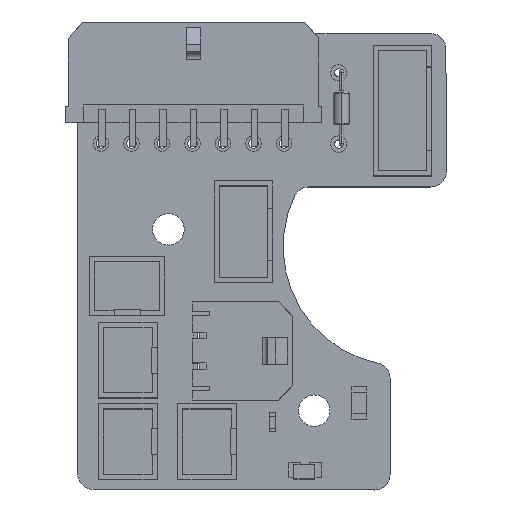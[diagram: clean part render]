
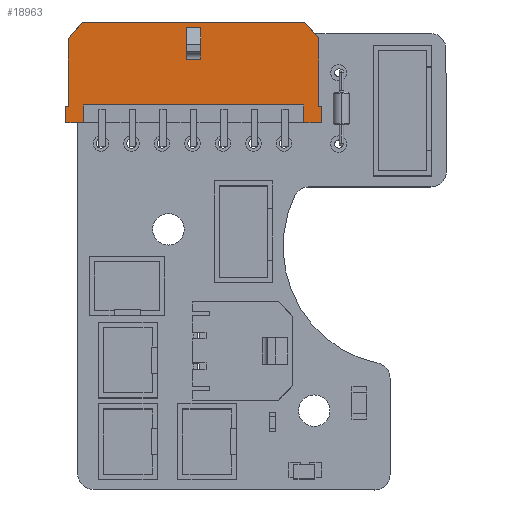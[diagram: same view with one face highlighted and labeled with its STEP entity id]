
A CAD part, top view. The second image highlights one B-rep face of the part: STEP entity #18963.
In plain terms, the highlighted face is planar.
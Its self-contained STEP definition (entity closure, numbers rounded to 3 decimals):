
#297=FACE_BOUND('',#2817,.T.);
#546=PLANE('',#20388);
#1613=FACE_OUTER_BOUND('',#2816,.T.);
#2816=EDGE_LOOP('',(#14604,#14605,#14606,#14607,#14608,#14609,#14610,#14611,
#14612,#14613,#14614,#14615,#14616,#14617));
#2817=EDGE_LOOP('',(#14618,#14619,#14620,#14621));
#4191=LINE('',#28294,#6645);
#4192=LINE('',#28296,#6646);
#4193=LINE('',#28298,#6647);
#4194=LINE('',#28300,#6648);
#4195=LINE('',#28302,#6649);
#4196=LINE('',#28304,#6650);
#4197=LINE('',#28306,#6651);
#4198=LINE('',#28308,#6652);
#4199=LINE('',#28310,#6653);
#4200=LINE('',#28312,#6654);
#4201=LINE('',#28314,#6655);
#4202=LINE('',#28316,#6656);
#4203=LINE('',#28318,#6657);
#4204=LINE('',#28319,#6658);
#4205=LINE('',#28322,#6659);
#4206=LINE('',#28324,#6660);
#4207=LINE('',#28326,#6661);
#4208=LINE('',#28327,#6662);
#6645=VECTOR('',#22760,1000.);
#6646=VECTOR('',#22761,1000.);
#6647=VECTOR('',#22762,1000.);
#6648=VECTOR('',#22763,1000.);
#6649=VECTOR('',#22764,1000.);
#6650=VECTOR('',#22765,1000.);
#6651=VECTOR('',#22766,1000.);
#6652=VECTOR('',#22767,1000.);
#6653=VECTOR('',#22768,1000.);
#6654=VECTOR('',#22769,1000.);
#6655=VECTOR('',#22770,1000.);
#6656=VECTOR('',#22771,1000.);
#6657=VECTOR('',#22772,1000.);
#6658=VECTOR('',#22773,1000.);
#6659=VECTOR('',#22774,1000.);
#6660=VECTOR('',#22775,1000.);
#6661=VECTOR('',#22776,1000.);
#6662=VECTOR('',#22777,1000.);
#9275=VERTEX_POINT('',#28292);
#9276=VERTEX_POINT('',#28293);
#9277=VERTEX_POINT('',#28295);
#9278=VERTEX_POINT('',#28297);
#9279=VERTEX_POINT('',#28299);
#9280=VERTEX_POINT('',#28301);
#9281=VERTEX_POINT('',#28303);
#9282=VERTEX_POINT('',#28305);
#9283=VERTEX_POINT('',#28307);
#9284=VERTEX_POINT('',#28309);
#9285=VERTEX_POINT('',#28311);
#9286=VERTEX_POINT('',#28313);
#9287=VERTEX_POINT('',#28315);
#9288=VERTEX_POINT('',#28317);
#9289=VERTEX_POINT('',#28320);
#9290=VERTEX_POINT('',#28321);
#9291=VERTEX_POINT('',#28323);
#9292=VERTEX_POINT('',#28325);
#11225=EDGE_CURVE('',#9275,#9276,#4191,.T.);
#11226=EDGE_CURVE('',#9276,#9277,#4192,.T.);
#11227=EDGE_CURVE('',#9277,#9278,#4193,.T.);
#11228=EDGE_CURVE('',#9278,#9279,#4194,.T.);
#11229=EDGE_CURVE('',#9280,#9279,#4195,.T.);
#11230=EDGE_CURVE('',#9280,#9281,#4196,.T.);
#11231=EDGE_CURVE('',#9282,#9281,#4197,.T.);
#11232=EDGE_CURVE('',#9283,#9282,#4198,.T.);
#11233=EDGE_CURVE('',#9283,#9284,#4199,.T.);
#11234=EDGE_CURVE('',#9284,#9285,#4200,.T.);
#11235=EDGE_CURVE('',#9285,#9286,#4201,.T.);
#11236=EDGE_CURVE('',#9286,#9287,#4202,.T.);
#11237=EDGE_CURVE('',#9288,#9287,#4203,.T.);
#11238=EDGE_CURVE('',#9275,#9288,#4204,.T.);
#11239=EDGE_CURVE('',#9289,#9290,#4205,.T.);
#11240=EDGE_CURVE('',#9291,#9290,#4206,.T.);
#11241=EDGE_CURVE('',#9292,#9291,#4207,.T.);
#11242=EDGE_CURVE('',#9292,#9289,#4208,.T.);
#14604=ORIENTED_EDGE('',*,*,#11225,.T.);
#14605=ORIENTED_EDGE('',*,*,#11226,.T.);
#14606=ORIENTED_EDGE('',*,*,#11227,.T.);
#14607=ORIENTED_EDGE('',*,*,#11228,.T.);
#14608=ORIENTED_EDGE('',*,*,#11229,.F.);
#14609=ORIENTED_EDGE('',*,*,#11230,.T.);
#14610=ORIENTED_EDGE('',*,*,#11231,.F.);
#14611=ORIENTED_EDGE('',*,*,#11232,.F.);
#14612=ORIENTED_EDGE('',*,*,#11233,.T.);
#14613=ORIENTED_EDGE('',*,*,#11234,.T.);
#14614=ORIENTED_EDGE('',*,*,#11235,.T.);
#14615=ORIENTED_EDGE('',*,*,#11236,.T.);
#14616=ORIENTED_EDGE('',*,*,#11237,.F.);
#14617=ORIENTED_EDGE('',*,*,#11238,.F.);
#14618=ORIENTED_EDGE('',*,*,#11239,.T.);
#14619=ORIENTED_EDGE('',*,*,#11240,.F.);
#14620=ORIENTED_EDGE('',*,*,#11241,.F.);
#14621=ORIENTED_EDGE('',*,*,#11242,.T.);
#18963=ADVANCED_FACE('',(#1613,#297),#546,.T.);
#20388=AXIS2_PLACEMENT_3D('',#28291,#22758,#22759);
#22758=DIRECTION('center_axis',(0.,1.,0.));
#22759=DIRECTION('ref_axis',(1.,0.,0.));
#22760=DIRECTION('',(-1.,0.,0.));
#22761=DIRECTION('',(0.,0.,1.));
#22762=DIRECTION('',(1.,0.,0.));
#22763=DIRECTION('',(0.,0.,1.));
#22764=DIRECTION('',(-0.643,0.,-0.766));
#22765=DIRECTION('',(1.,0.,0.));
#22766=DIRECTION('',(-0.643,0.,0.766));
#22767=DIRECTION('',(0.,0.,1.));
#22768=DIRECTION('',(1.,0.,0.));
#22769=DIRECTION('',(0.,0.,-1.));
#22770=DIRECTION('',(-1.,0.,0.));
#22771=DIRECTION('',(0.,0.,1.));
#22772=DIRECTION('',(1.,0.,0.));
#22773=DIRECTION('',(0.,0.,1.));
#22774=DIRECTION('',(1.,0.,0.));
#22775=DIRECTION('',(0.,0.,-1.));
#22776=DIRECTION('',(1.,0.,0.));
#22777=DIRECTION('',(0.,0.,-1.));
#28291=CARTESIAN_POINT('Origin',(-12.325,3.43,-4.955));
#28292=CARTESIAN_POINT('',(-10.825,3.43,-4.955));
#28293=CARTESIAN_POINT('',(-12.575,3.43,-4.955));
#28294=CARTESIAN_POINT('',(-10.825,3.43,-4.955));
#28295=CARTESIAN_POINT('',(-12.575,3.43,-3.355));
#28296=CARTESIAN_POINT('',(-12.575,3.43,-4.955));
#28297=CARTESIAN_POINT('',(-12.325,3.43,-3.355));
#28298=CARTESIAN_POINT('',(-12.575,3.43,-3.355));
#28299=CARTESIAN_POINT('',(-12.325,3.43,3.305));
#28300=CARTESIAN_POINT('',(-12.325,3.43,-3.355));
#28301=CARTESIAN_POINT('',(-10.94,3.43,4.955));
#28302=CARTESIAN_POINT('',(-10.94,3.43,4.955));
#28303=CARTESIAN_POINT('',(10.94,3.43,4.955));
#28304=CARTESIAN_POINT('',(-10.94,3.43,4.955));
#28305=CARTESIAN_POINT('',(12.325,3.43,3.305));
#28306=CARTESIAN_POINT('',(12.325,3.43,3.305));
#28307=CARTESIAN_POINT('',(12.325,3.43,-3.355));
#28308=CARTESIAN_POINT('',(12.325,3.43,-3.355));
#28309=CARTESIAN_POINT('',(12.575,3.43,-3.355));
#28310=CARTESIAN_POINT('',(12.325,3.43,-3.355));
#28311=CARTESIAN_POINT('',(12.575,3.43,-4.955));
#28312=CARTESIAN_POINT('',(12.575,3.43,-3.355));
#28313=CARTESIAN_POINT('',(10.825,3.43,-4.955));
#28314=CARTESIAN_POINT('',(12.575,3.43,-4.955));
#28315=CARTESIAN_POINT('',(10.825,3.43,-3.205));
#28316=CARTESIAN_POINT('',(10.825,3.43,-4.955));
#28317=CARTESIAN_POINT('',(-10.825,3.43,-3.205));
#28318=CARTESIAN_POINT('',(-10.825,3.43,-3.205));
#28319=CARTESIAN_POINT('',(-10.825,3.43,-4.955));
#28320=CARTESIAN_POINT('',(-0.7,3.43,1.255));
#28321=CARTESIAN_POINT('',(0.7,3.43,1.255));
#28322=CARTESIAN_POINT('',(-0.7,3.43,1.255));
#28323=CARTESIAN_POINT('',(0.7,3.43,4.415));
#28324=CARTESIAN_POINT('',(0.7,3.43,4.415));
#28325=CARTESIAN_POINT('',(-0.7,3.43,4.415));
#28326=CARTESIAN_POINT('',(-0.7,3.43,4.415));
#28327=CARTESIAN_POINT('',(-0.7,3.43,4.415));
